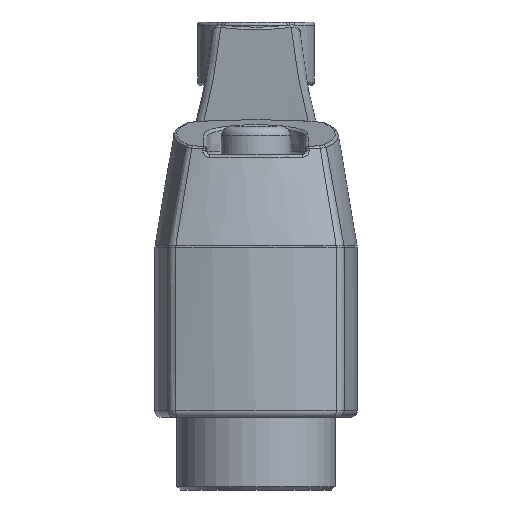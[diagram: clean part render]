
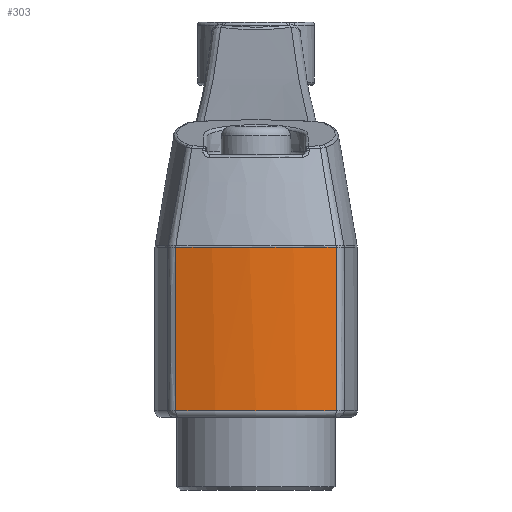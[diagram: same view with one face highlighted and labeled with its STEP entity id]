
A CAD part, left-side view. The second image highlights one B-rep face of the part: STEP entity #303.
In plain terms, the highlighted cylindrical face has radius 39.985 mm (diameter 79.97 mm), a partial arc.
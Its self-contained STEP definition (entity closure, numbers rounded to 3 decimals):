
#303 = ADVANCED_FACE( '', ( #671 ), #672, .T. );
#671 = FACE_OUTER_BOUND( '', #5213, .T. );
#672 = CYLINDRICAL_SURFACE( '', #5214, 39.985 );
#5213 = EDGE_LOOP( '', ( #12471, #12472, #12473, #12474 ) );
#5214 = AXIS2_PLACEMENT_3D( '', #12475, #12476, #12477 );
#12471 = ORIENTED_EDGE( '', *, *, #13042, .T. );
#12472 = ORIENTED_EDGE( '', *, *, #13206, .T. );
#12473 = ORIENTED_EDGE( '', *, *, #12998, .T. );
#12474 = ORIENTED_EDGE( '', *, *, #13103, .T. );
#12475 = CARTESIAN_POINT( '', ( 23.985, 0., 0. ) );
#12476 = DIRECTION( '', ( 0., 0., 1. ) );
#12477 = DIRECTION( '', ( -1., 0., 0. ) );
#12998 = EDGE_CURVE( '', #13386, #13497, #13498, .T. );
#13042 = EDGE_CURVE( '', #13568, #13566, #13569, .T. );
#13103 = EDGE_CURVE( '', #13497, #13568, #13661, .T. );
#13206 = EDGE_CURVE( '', #13566, #13386, #13802, .F. );
#13386 = VERTEX_POINT( '', #14225 );
#13497 = VERTEX_POINT( '', #14886 );
#13498 = B_SPLINE_CURVE_WITH_KNOTS( '', 3, ( #14887, #14888, #14889, #14890 ), .UNSPECIFIED., .F., .F., ( 4, 4 ), ( 0.037, 0.994 ), .UNSPECIFIED. );
#13566 = VERTEX_POINT( '', #15245 );
#13568 = VERTEX_POINT( '', #15256 );
#13569 = B_SPLINE_CURVE_WITH_KNOTS( '', 3, ( #15257, #15258, #15259, #15260 ), .UNSPECIFIED., .F., .F., ( 4, 4 ), ( 0.006, 0.963 ), .UNSPECIFIED. );
#13661 = B_SPLINE_CURVE_WITH_KNOTS( '', 3, ( #15961, #15962, #15963, #15964, #15965, #15966, #15967, #15968, #15969, #15970, #15971, #15972, #15973, #15974, #15975, #15976, #15977, #15978, #15979, #15980, #15981, #15982, #15983, #15984, #15985, #15986, #15987, #15988, #15989, #15990, #15991, #15992, #15993, #15994, #15995, #15996, #15997, #15998, #15999, #16000 ), .UNSPECIFIED., .F., .F., ( 4, 1, 2, 2, 2, 2, 2, 2, 2, 2, 2, 2, 2, 2, 2, 1, 2, 2, 2, 2, 4 ), ( 0., 0.001, 0.002, 0.003, 0.005, 0.006, 0.007, 0.008, 0.01, 0.011, 0.013, 0.014, 0.016, 0.018, 0.018, 0.019, 0.021, 0.022, 0.022, 0.024, 0.026 ), .UNSPECIFIED. );
#13802 = CIRCLE( '', #17134, 39.985 );
#14225 = CARTESIAN_POINT( '', ( -13.938, -12.675, 1. ) );
#14886 = CARTESIAN_POINT( '', ( -13.938, -12.675, 26.844 ) );
#14887 = CARTESIAN_POINT( '', ( -13.938, -12.675, 1. ) );
#14888 = CARTESIAN_POINT( '', ( -13.938, -12.675, 9.615 ) );
#14889 = CARTESIAN_POINT( '', ( -13.938, -12.675, 18.23 ) );
#14890 = CARTESIAN_POINT( '', ( -13.938, -12.675, 26.844 ) );
#15245 = CARTESIAN_POINT( '', ( -13.938, 12.675, 1. ) );
#15256 = CARTESIAN_POINT( '', ( -13.938, 12.675, 26.844 ) );
#15257 = CARTESIAN_POINT( '', ( -13.938, 12.675, 26.844 ) );
#15258 = CARTESIAN_POINT( '', ( -13.938, 12.675, 18.23 ) );
#15259 = CARTESIAN_POINT( '', ( -13.938, 12.675, 9.615 ) );
#15260 = CARTESIAN_POINT( '', ( -13.938, 12.675, 1. ) );
#15961 = CARTESIAN_POINT( '', ( -13.938, -12.675, 26.844 ) );
#15962 = CARTESIAN_POINT( '', ( -14.024, -12.418, 26.845 ) );
#15963 = CARTESIAN_POINT( '', ( -14.19, -11.903, 26.847 ) );
#15964 = CARTESIAN_POINT( '', ( -14.346, -11.386, 26.848 ) );
#15965 = CARTESIAN_POINT( '', ( -14.571, -10.61, 26.851 ) );
#15966 = CARTESIAN_POINT( '', ( -14.71, -10.09, 26.852 ) );
#15967 = CARTESIAN_POINT( '', ( -14.967, -9.048, 26.855 ) );
#15968 = CARTESIAN_POINT( '', ( -15.084, -8.525, 26.856 ) );
#15969 = CARTESIAN_POINT( '', ( -15.299, -7.475, 26.859 ) );
#15970 = CARTESIAN_POINT( '', ( -15.395, -6.949, 26.86 ) );
#15971 = CARTESIAN_POINT( '', ( -15.524, -6.157, 26.861 ) );
#15972 = CARTESIAN_POINT( '', ( -15.564, -5.892, 26.861 ) );
#15973 = CARTESIAN_POINT( '', ( -15.64, -5.362, 26.862 ) );
#15974 = CARTESIAN_POINT( '', ( -15.675, -5.097, 26.863 ) );
#15975 = CARTESIAN_POINT( '', ( -15.772, -4.3, 26.864 ) );
#15976 = CARTESIAN_POINT( '', ( -15.826, -3.766, 26.864 ) );
#15977 = CARTESIAN_POINT( '', ( -15.913, -2.696, 26.865 ) );
#15978 = CARTESIAN_POINT( '', ( -15.945, -2.16, 26.865 ) );
#15979 = CARTESIAN_POINT( '', ( -15.989, -1.082, 26.866 ) );
#15980 = CARTESIAN_POINT( '', ( -16., -0.542, 26.866 ) );
#15981 = CARTESIAN_POINT( '', ( -16., 0.542, 26.866 ) );
#15982 = CARTESIAN_POINT( '', ( -15.989, 1.082, 26.866 ) );
#15983 = CARTESIAN_POINT( '', ( -15.945, 2.16, 26.865 ) );
#15984 = CARTESIAN_POINT( '', ( -15.913, 2.696, 26.865 ) );
#15985 = CARTESIAN_POINT( '', ( -15.826, 3.766, 26.864 ) );
#15986 = CARTESIAN_POINT( '', ( -15.772, 4.3, 26.864 ) );
#15987 = CARTESIAN_POINT( '', ( -15.675, 5.097, 26.862 ) );
#15988 = CARTESIAN_POINT( '', ( -15.64, 5.362, 26.862 ) );
#15989 = CARTESIAN_POINT( '', ( -15.564, 5.892, 26.861 ) );
#15990 = CARTESIAN_POINT( '', ( -15.443, 6.686, 26.86 ) );
#15991 = CARTESIAN_POINT( '', ( -15.299, 7.475, 26.858 ) );
#15992 = CARTESIAN_POINT( '', ( -15.138, 8.262, 26.857 ) );
#15993 = CARTESIAN_POINT( '', ( -15.082, 8.524, 26.856 ) );
#15994 = CARTESIAN_POINT( '', ( -14.964, 9.047, 26.855 ) );
#15995 = CARTESIAN_POINT( '', ( -14.902, 9.308, 26.854 ) );
#15996 = CARTESIAN_POINT( '', ( -14.71, 10.09, 26.852 ) );
#15997 = CARTESIAN_POINT( '', ( -14.571, 10.61, 26.851 ) );
#15998 = CARTESIAN_POINT( '', ( -14.271, 11.645, 26.848 ) );
#15999 = CARTESIAN_POINT( '', ( -14.11, 12.161, 26.846 ) );
#16000 = CARTESIAN_POINT( '', ( -13.938, 12.675, 26.844 ) );
#17134 = AXIS2_PLACEMENT_3D( '', #18939, #18940, #18941 );
#18939 = CARTESIAN_POINT( '', ( 23.985, 0., 1. ) );
#18940 = DIRECTION( '', ( 0., 0., -1. ) );
#18941 = DIRECTION( '', ( -1., 0., 0. ) );
